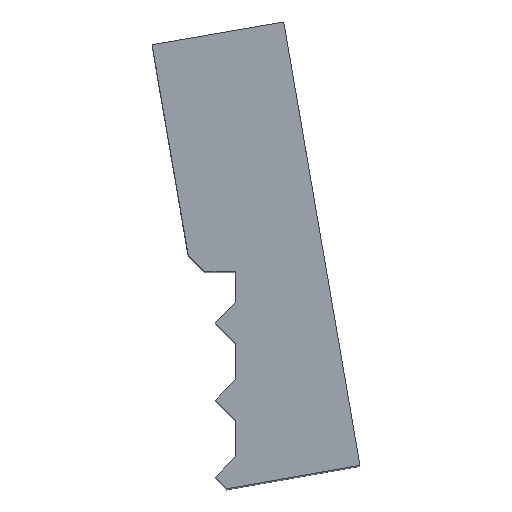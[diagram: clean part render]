
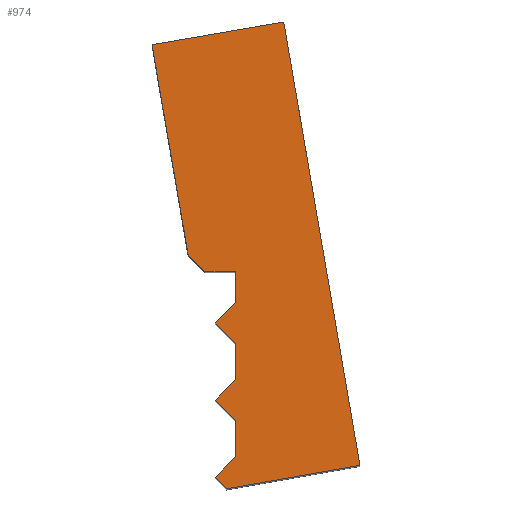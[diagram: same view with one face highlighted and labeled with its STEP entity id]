
A CAD part, top view. The second image highlights one B-rep face of the part: STEP entity #974.
In plain terms, the highlighted planar face has unit normal (0, 0, 1).
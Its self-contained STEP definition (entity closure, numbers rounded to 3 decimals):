
#11 = VERTEX_POINT ( 'NONE', #778 ) ;
#21 = LINE ( 'NONE', #83, #316 ) ;
#24 = LINE ( 'NONE', #257, #220 ) ;
#41 = LINE ( 'NONE', #895, #360 ) ;
#49 = LINE ( 'NONE', #354, #141 ) ;
#50 = EDGE_CURVE ( 'NONE', #522, #536, #24, .T. ) ;
#68 = EDGE_LOOP ( 'NONE', ( #216, #844, #934, #863, #201, #762, #815, #161, #80, #606, #243, #699, #436, #766, #86, #502 ) ) ;
#69 = CARTESIAN_POINT ( 'NONE',  ( 15.243, 6.077, 0. ) ) ;
#78 = VERTEX_POINT ( 'NONE', #322 ) ;
#80 = ORIENTED_EDGE ( 'NONE', *, *, #294, .T. ) ;
#83 = CARTESIAN_POINT ( 'NONE',  ( 17.086, 4.233, 0. ) ) ;
#86 = ORIENTED_EDGE ( 'NONE', *, *, #667, .T. ) ;
#107 = DIRECTION ( 'NONE',  ( 0.707, -0.707, 0. ) ) ;
#109 = LINE ( 'NONE', #784, #619 ) ;
#117 = VERTEX_POINT ( 'NONE', #481 ) ;
#128 = CARTESIAN_POINT ( 'NONE',  ( 17.086, 1.233, 0. ) ) ;
#141 = VECTOR ( 'NONE', #430, 1000. ) ;
#159 = EDGE_CURVE ( 'NONE', #764, #11, #647, .T. ) ;
#161 = ORIENTED_EDGE ( 'NONE', *, *, #411, .T. ) ;
#174 = EDGE_CURVE ( 'NONE', #991, #560, #49, .T. ) ;
#196 = CARTESIAN_POINT ( 'NONE',  ( 16.286, 3.433, 0. ) ) ;
#201 = ORIENTED_EDGE ( 'NONE', *, *, #909, .T. ) ;
#210 = CARTESIAN_POINT ( 'NONE',  ( 17.086, 2.633, 0. ) ) ;
#213 = DIRECTION ( 'NONE',  ( -0.985, -0.174, 0. ) ) ;
#216 = ORIENTED_EDGE ( 'NONE', *, *, #236, .F. ) ;
#220 = VECTOR ( 'NONE', #413, 1000. ) ;
#222 = EDGE_CURVE ( 'NONE', #390, #615, #346, .T. ) ;
#226 = CARTESIAN_POINT ( 'NONE',  ( 18.963, 15.142, 0. ) ) ;
#228 = DIRECTION ( 'NONE',  ( -0.707, -0.707, 0. ) ) ;
#230 = CARTESIAN_POINT ( 'NONE',  ( 0., 0., 0. ) ) ;
#231 = EDGE_CURVE ( 'NONE', #78, #829, #41, .T. ) ;
#236 = EDGE_CURVE ( 'NONE', #117, #536, #662, .T. ) ;
#243 = ORIENTED_EDGE ( 'NONE', *, *, #867, .T. ) ;
#257 = CARTESIAN_POINT ( 'NONE',  ( 16.286, -2.567, 0. ) ) ;
#270 = VECTOR ( 'NONE', #592, 1000. ) ;
#279 = EDGE_CURVE ( 'NONE', #78, #757, #595, .T. ) ;
#282 = CARTESIAN_POINT ( 'NONE',  ( 16.286, 0.433, 0. ) ) ;
#283 = DIRECTION ( 'NONE',  ( 0.169, -0.986, 0. ) ) ;
#294 = EDGE_CURVE ( 'NONE', #513, #764, #310, .T. ) ;
#301 = FACE_OUTER_BOUND ( 'NONE', #68, .T. ) ;
#310 = LINE ( 'NONE', #452, #824 ) ;
#315 = VERTEX_POINT ( 'NONE', #542 ) ;
#316 = VECTOR ( 'NONE', #850, 1000. ) ;
#317 = CARTESIAN_POINT ( 'NONE',  ( 16.286, 0.433, 0. ) ) ;
#318 = VECTOR ( 'NONE', #913, 1000. ) ;
#322 = CARTESIAN_POINT ( 'NONE',  ( 13.836, 14.261, 0. ) ) ;
#346 = LINE ( 'NONE', #717, #270 ) ;
#350 = CARTESIAN_POINT ( 'NONE',  ( 1.021, -5.792, 0. ) ) ;
#354 = CARTESIAN_POINT ( 'NONE',  ( 17.086, 5.433, 0. ) ) ;
#360 = VECTOR ( 'NONE', #283, 1000. ) ;
#365 = LINE ( 'NONE', #210, #604 ) ;
#368 = LINE ( 'NONE', #990, #826 ) ;
#371 = DIRECTION ( 'NONE',  ( 0.169, -0.986, 0. ) ) ;
#390 = VERTEX_POINT ( 'NONE', #695 ) ;
#397 = CARTESIAN_POINT ( 'NONE',  ( 16.286, -2.567, 0. ) ) ;
#405 = LINE ( 'NONE', #700, #705 ) ;
#408 = EDGE_CURVE ( 'NONE', #315, #991, #405, .T. ) ;
#411 = EDGE_CURVE ( 'NONE', #560, #513, #21, .T. ) ;
#413 = DIRECTION ( 'NONE',  ( 0.707, -0.707, 0. ) ) ;
#414 = AXIS2_PLACEMENT_3D ( 'NONE', #230, #834, #453 ) ;
#424 = CARTESIAN_POINT ( 'NONE',  ( 16.286, -2.567, 0. ) ) ;
#425 = CARTESIAN_POINT ( 'NONE',  ( 16.286, 3.433, 0. ) ) ;
#430 = DIRECTION ( 'NONE',  ( 1., 0., 0. ) ) ;
#436 = ORIENTED_EDGE ( 'NONE', *, *, #928, .T. ) ;
#452 = CARTESIAN_POINT ( 'NONE',  ( 16.286, 3.433, 0. ) ) ;
#453 = DIRECTION ( 'NONE',  ( 1., 0., 0. ) ) ;
#454 = LINE ( 'NONE', #397, #668 ) ;
#461 = VERTEX_POINT ( 'NONE', #282 ) ;
#470 = CARTESIAN_POINT ( 'NONE',  ( 17.086, -1.767, 0. ) ) ;
#481 = CARTESIAN_POINT ( 'NONE',  ( 21.926, -2.106, 0. ) ) ;
#487 = CARTESIAN_POINT ( 'NONE',  ( 15.886, 5.433, 0. ) ) ;
#494 = VECTOR ( 'NONE', #213, 1000. ) ;
#502 = ORIENTED_EDGE ( 'NONE', *, *, #50, .T. ) ;
#513 = VERTEX_POINT ( 'NONE', #731 ) ;
#522 = VERTEX_POINT ( 'NONE', #424 ) ;
#536 = VERTEX_POINT ( 'NONE', #805 ) ;
#538 = LINE ( 'NONE', #317, #318 ) ;
#542 = CARTESIAN_POINT ( 'NONE',  ( 15.243, 6.077, 0. ) ) ;
#543 = VERTEX_POINT ( 'NONE', #128 ) ;
#560 = VERTEX_POINT ( 'NONE', #905 ) ;
#583 = CARTESIAN_POINT ( 'NONE',  ( 14.174, 12.29, 0. ) ) ;
#592 = DIRECTION ( 'NONE',  ( 0., -1., 0. ) ) ;
#595 = LINE ( 'NONE', #907, #937 ) ;
#604 = VECTOR ( 'NONE', #734, 1000. ) ;
#606 = ORIENTED_EDGE ( 'NONE', *, *, #159, .T. ) ;
#608 = PLANE ( 'NONE',  #414 ) ;
#615 = VERTEX_POINT ( 'NONE', #470 ) ;
#616 = DIRECTION ( 'NONE',  ( -0.707, -0.707, 0. ) ) ;
#619 = VECTOR ( 'NONE', #637, 1000. ) ;
#637 = DIRECTION ( 'NONE',  ( -0.707, -0.707, 0. ) ) ;
#647 = LINE ( 'NONE', #196, #952 ) ;
#657 = DIRECTION ( 'NONE',  ( 0.707, -0.707, 0. ) ) ;
#662 = LINE ( 'NONE', #350, #494 ) ;
#667 = EDGE_CURVE ( 'NONE', #615, #522, #454, .T. ) ;
#668 = VECTOR ( 'NONE', #616, 1000. ) ;
#695 = CARTESIAN_POINT ( 'NONE',  ( 17.086, -0.367, 0. ) ) ;
#699 = ORIENTED_EDGE ( 'NONE', *, *, #983, .T. ) ;
#700 = CARTESIAN_POINT ( 'NONE',  ( 15.886, 5.433, 0. ) ) ;
#705 = VECTOR ( 'NONE', #107, 1000. ) ;
#717 = CARTESIAN_POINT ( 'NONE',  ( 17.086, -0.367, 0. ) ) ;
#731 = CARTESIAN_POINT ( 'NONE',  ( 17.086, 4.233, 0. ) ) ;
#734 = DIRECTION ( 'NONE',  ( 0., -1., 0. ) ) ;
#742 = EDGE_CURVE ( 'NONE', #117, #757, #368, .T. ) ;
#746 = LINE ( 'NONE', #69, #756 ) ;
#756 = VECTOR ( 'NONE', #371, 1000. ) ;
#757 = VERTEX_POINT ( 'NONE', #226 ) ;
#762 = ORIENTED_EDGE ( 'NONE', *, *, #408, .T. ) ;
#764 = VERTEX_POINT ( 'NONE', #425 ) ;
#766 = ORIENTED_EDGE ( 'NONE', *, *, #222, .T. ) ;
#778 = CARTESIAN_POINT ( 'NONE',  ( 17.086, 2.633, 0. ) ) ;
#784 = CARTESIAN_POINT ( 'NONE',  ( 16.286, 0.433, 0. ) ) ;
#805 = CARTESIAN_POINT ( 'NONE',  ( 16.74, -3.02, 0. ) ) ;
#815 = ORIENTED_EDGE ( 'NONE', *, *, #174, .T. ) ;
#824 = VECTOR ( 'NONE', #228, 1000. ) ;
#826 = VECTOR ( 'NONE', #981, 1000. ) ;
#828 = DIRECTION ( 'NONE',  ( 0.986, 0.169, 0. ) ) ;
#829 = VERTEX_POINT ( 'NONE', #583 ) ;
#834 = DIRECTION ( 'NONE',  ( 0., 0., 1. ) ) ;
#844 = ORIENTED_EDGE ( 'NONE', *, *, #742, .T. ) ;
#850 = DIRECTION ( 'NONE',  ( 0., -1., 0. ) ) ;
#863 = ORIENTED_EDGE ( 'NONE', *, *, #231, .T. ) ;
#867 = EDGE_CURVE ( 'NONE', #11, #543, #365, .T. ) ;
#895 = CARTESIAN_POINT ( 'NONE',  ( 13.836, 14.261, 0. ) ) ;
#905 = CARTESIAN_POINT ( 'NONE',  ( 17.086, 5.433, 0. ) ) ;
#907 = CARTESIAN_POINT ( 'NONE',  ( 13.836, 14.261, 0. ) ) ;
#909 = EDGE_CURVE ( 'NONE', #829, #315, #746, .T. ) ;
#913 = DIRECTION ( 'NONE',  ( 0.707, -0.707, 0. ) ) ;
#928 = EDGE_CURVE ( 'NONE', #461, #390, #538, .T. ) ;
#934 = ORIENTED_EDGE ( 'NONE', *, *, #279, .F. ) ;
#937 = VECTOR ( 'NONE', #828, 1000. ) ;
#952 = VECTOR ( 'NONE', #657, 1000. ) ;
#974 = ADVANCED_FACE ( 'NONE', ( #301 ), #608, .T. ) ;
#981 = DIRECTION ( 'NONE',  ( -0.169, 0.986, 0. ) ) ;
#983 = EDGE_CURVE ( 'NONE', #543, #461, #109, .T. ) ;
#990 = CARTESIAN_POINT ( 'NONE',  ( 22.01, -2.599, 0. ) ) ;
#991 = VERTEX_POINT ( 'NONE', #487 ) ;
